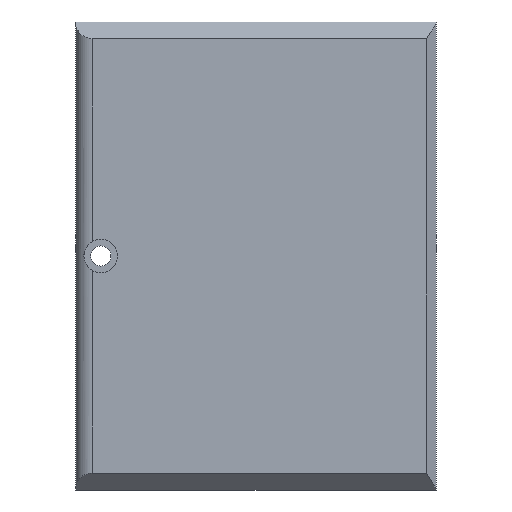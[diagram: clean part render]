
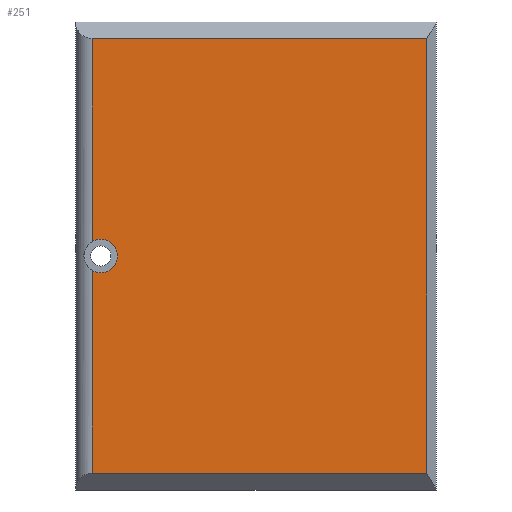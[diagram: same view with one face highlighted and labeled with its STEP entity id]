
A CAD part, top view. The second image highlights one B-rep face of the part: STEP entity #251.
In plain terms, the highlighted planar face has unit normal (0, 0, 1).
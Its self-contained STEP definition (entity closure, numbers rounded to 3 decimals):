
#73 = VERTEX_POINT('',#74);
#74 = CARTESIAN_POINT('',(101.55,25.8,4.));
#80 = EDGE_CURVE('',#73,#81,#83,.T.);
#81 = VERTEX_POINT('',#82);
#82 = CARTESIAN_POINT('',(101.55,-25.8,4.));
#83 = LINE('',#84,#85);
#84 = CARTESIAN_POINT('',(101.55,71.019,4.));
#85 = VECTOR('',#86,1.);
#86 = DIRECTION('',(0.,-1.,0.));
#106 = VERTEX_POINT('',#107);
#107 = CARTESIAN_POINT('',(61.82,25.8,4.));
#114 = EDGE_CURVE('',#106,#73,#115,.T.);
#115 = LINE('',#116,#117);
#116 = CARTESIAN_POINT('',(100.82,25.8,4.));
#117 = VECTOR('',#118,1.);
#118 = DIRECTION('',(1.,0.,0.));
#128 = EDGE_CURVE('',#129,#81,#131,.T.);
#129 = VERTEX_POINT('',#130);
#130 = CARTESIAN_POINT('',(61.82,-25.8,4.));
#131 = LINE('',#132,#133);
#132 = CARTESIAN_POINT('',(100.82,-25.8,4.));
#133 = VECTOR('',#134,1.);
#134 = DIRECTION('',(1.,0.,0.));
#156 = EDGE_CURVE('',#157,#129,#159,.T.);
#157 = VERTEX_POINT('',#158);
#158 = CARTESIAN_POINT('',(61.82,-1.732,4.));
#159 = LINE('',#160,#161);
#160 = CARTESIAN_POINT('',(61.82,71.019,4.));
#161 = VECTOR('',#162,1.);
#162 = DIRECTION('',(0.,-1.,0.));
#165 = VERTEX_POINT('',#166);
#166 = CARTESIAN_POINT('',(61.82,1.732,4.));
#216 = EDGE_CURVE('',#106,#165,#217,.T.);
#217 = LINE('',#218,#219);
#218 = CARTESIAN_POINT('',(61.82,71.019,4.));
#219 = VECTOR('',#220,1.);
#220 = DIRECTION('',(0.,-1.,0.));
#251 = ADVANCED_FACE('',(#252),#275,.T.);
#252 = FACE_BOUND('',#253,.T.);
#253 = EDGE_LOOP('',(#254,#255,#256,#265,#272,#273,#274));
#254 = ORIENTED_EDGE('',*,*,#114,.F.);
#255 = ORIENTED_EDGE('',*,*,#216,.T.);
#256 = ORIENTED_EDGE('',*,*,#257,.F.);
#257 = EDGE_CURVE('',#258,#165,#260,.T.);
#258 = VERTEX_POINT('',#259);
#259 = CARTESIAN_POINT('',(64.82,0.,4.));
#260 = CIRCLE('',#261,2.);
#261 = AXIS2_PLACEMENT_3D('',#262,#263,#264);
#262 = CARTESIAN_POINT('',(62.82,0.,4.));
#263 = DIRECTION('',(0.,0.,1.));
#264 = DIRECTION('',(1.,0.,0.));
#265 = ORIENTED_EDGE('',*,*,#266,.F.);
#266 = EDGE_CURVE('',#157,#258,#267,.T.);
#267 = CIRCLE('',#268,2.);
#268 = AXIS2_PLACEMENT_3D('',#269,#270,#271);
#269 = CARTESIAN_POINT('',(62.82,0.,4.));
#270 = DIRECTION('',(0.,0.,1.));
#271 = DIRECTION('',(1.,0.,0.));
#272 = ORIENTED_EDGE('',*,*,#156,.T.);
#273 = ORIENTED_EDGE('',*,*,#128,.T.);
#274 = ORIENTED_EDGE('',*,*,#80,.F.);
#275 = PLANE('',#276);
#276 = AXIS2_PLACEMENT_3D('',#277,#278,#279);
#277 = CARTESIAN_POINT('',(81.27,0.,4.));
#278 = DIRECTION('',(0.,0.,1.));
#279 = DIRECTION('',(1.,0.,0.));
